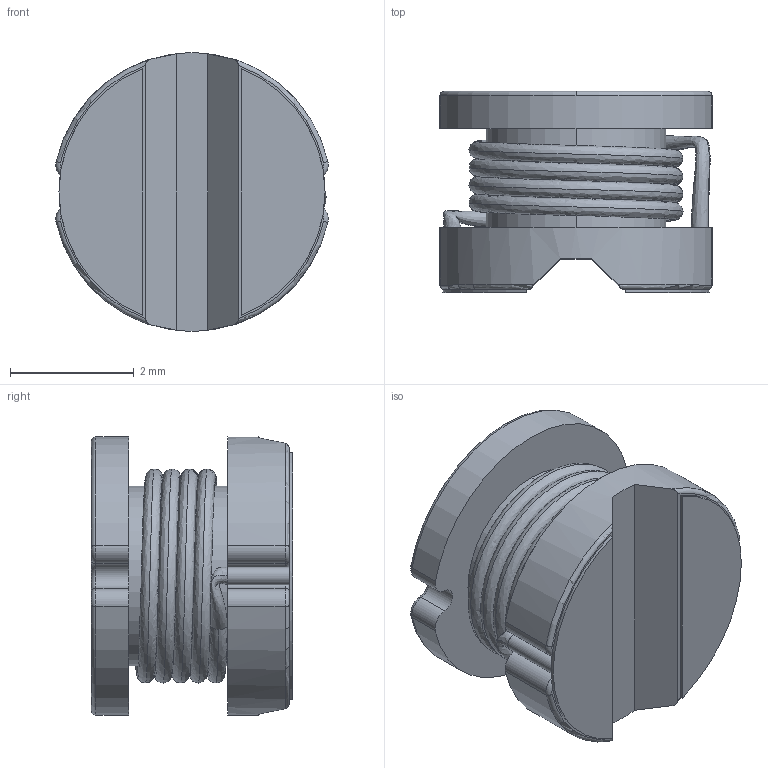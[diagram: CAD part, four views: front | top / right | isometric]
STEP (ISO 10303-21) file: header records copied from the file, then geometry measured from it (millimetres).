
FILE_DESCRIPTION (( 'STEP AP214' ), '1' );
FILE_NAME ('User Library-Inductor SDR0403 Series.STEP', '2014-09-04T12:56:35', ( 'Windows User' ), ( '' ), 'SwSTEP 2.0', 'SolidWorks 2014', '' );
FILE_SCHEMA (( 'AUTOMOTIVE_DESIGN' ));
Length unit declared in the file: millimetre
Products named in the file (1): User Library-Inductor SDR0403 Series
Bounding box: 4.4 x 3.25 x 4.5 mm (x, y, z)
Volume: 36.5 mm3; surface area: 132 mm2
Topology: 4 solids, 4 shells, 71 faces, 163 edges, 102 vertices
Faces by surface type: cylinder 26, plane 20, torus 19, bspline 6
Entity records: 3533 total; most frequent: CARTESIAN_POINT 1561, DIRECTION 386, ORIENTED_EDGE 326, AXIS2_PLACEMENT_3D 175, EDGE_CURVE 163, CIRCLE 109, VERTEX_POINT 102, EDGE_LOOP 73
